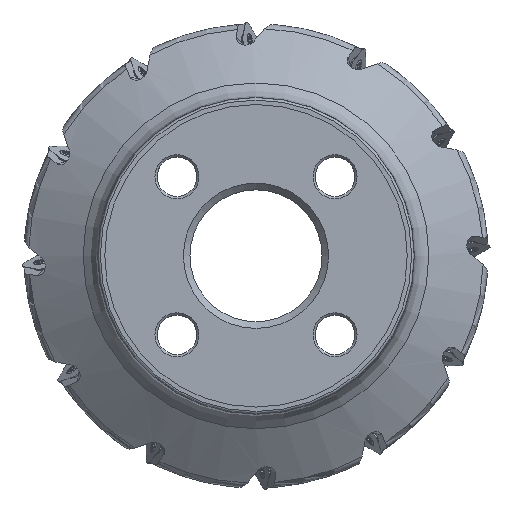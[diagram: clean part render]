
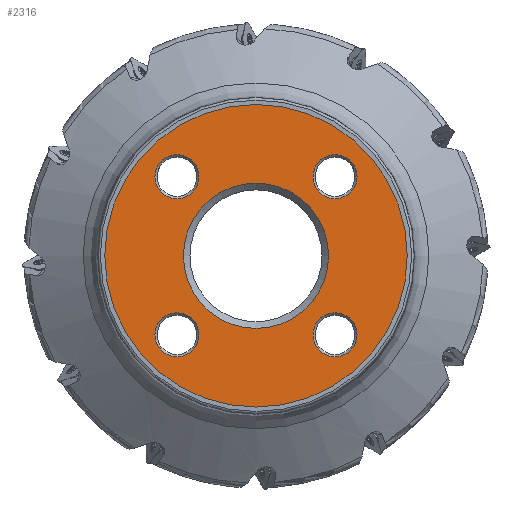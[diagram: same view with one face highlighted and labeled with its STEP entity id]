
A CAD part, top view. The second image highlights one B-rep face of the part: STEP entity #2316.
In plain terms, the highlighted planar face has unit normal (0, 0, 1).
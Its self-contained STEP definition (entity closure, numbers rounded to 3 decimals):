
#2316=ADVANCED_FACE('SU_1',(#4681,#4682,#4683,#4684,#4685,#4686),#3362,
 .F.);
#3362=PLANE('',#23924);
#4131=CIRCLE('',#23864,68.75);
#4136=CIRCLE('',#23872,10.);
#4143=CIRCLE('',#23888,10.);
#4149=CIRCLE('',#23900,10.);
#4155=CIRCLE('',#23912,10.);
#4158=CIRCLE('',#23917,33.008);
#4681=FACE_BOUND('',#5231,.T.);
#4682=FACE_BOUND('',#5232,.T.);
#4683=FACE_BOUND('',#5233,.T.);
#4684=FACE_BOUND('',#5234,.T.);
#4685=FACE_BOUND('',#5235,.T.);
#4686=FACE_BOUND('',#5236,.T.);
#5231=EDGE_LOOP('',(#10761));
#5232=EDGE_LOOP('',(#10762));
#5233=EDGE_LOOP('',(#10763));
#5234=EDGE_LOOP('',(#10764));
#5235=EDGE_LOOP('',(#10765));
#5236=EDGE_LOOP('',(#10766));
#10761=ORIENTED_EDGE('',*,*,#19538,.F.);
#10762=ORIENTED_EDGE('',*,*,#19532,.F.);
#10763=ORIENTED_EDGE('',*,*,#19520,.T.);
#10764=ORIENTED_EDGE('',*,*,#19547,.F.);
#10765=ORIENTED_EDGE('',*,*,#19544,.F.);
#10766=ORIENTED_EDGE('',*,*,#19525,.F.);
#16956=VERTEX_POINT('',#38954);
#16961=VERTEX_POINT('',#38967);
#16968=VERTEX_POINT('',#38990);
#16974=VERTEX_POINT('',#39008);
#16980=VERTEX_POINT('',#39026);
#16983=VERTEX_POINT('',#39034);
#19520=EDGE_CURVE('',#16956,#16956,#4131,.T.);
#19525=EDGE_CURVE('',#16961,#16961,#4136,.T.);
#19532=EDGE_CURVE('',#16968,#16968,#4143,.T.);
#19538=EDGE_CURVE('',#16974,#16974,#4149,.T.);
#19544=EDGE_CURVE('',#16980,#16980,#4155,.T.);
#19547=EDGE_CURVE('',#16983,#16983,#4158,.T.);
#23864=AXIS2_PLACEMENT_3D('',#38953,#27101,#27102);
#23872=AXIS2_PLACEMENT_3D('',#38966,#27117,#27118);
#23888=AXIS2_PLACEMENT_3D('',#38989,#27149,#27150);
#23900=AXIS2_PLACEMENT_3D('',#39007,#27173,#27174);
#23912=AXIS2_PLACEMENT_3D('',#39025,#27197,#27198);
#23917=AXIS2_PLACEMENT_3D('',#39033,#27207,#27208);
#23924=AXIS2_PLACEMENT_3D('',#39043,#27221,#27222);
#27101=DIRECTION('',(0.,0.,1.));
#27102=DIRECTION('',(1.,0.,0.));
#27117=DIRECTION('',(0.,0.,1.));
#27118=DIRECTION('',(-1.,0.,0.));
#27149=DIRECTION('',(0.,0.,1.));
#27150=DIRECTION('',(-1.,0.,0.));
#27173=DIRECTION('',(0.,0.,1.));
#27174=DIRECTION('',(-1.,0.,0.));
#27197=DIRECTION('',(0.,0.,1.));
#27198=DIRECTION('',(-1.,0.,0.));
#27207=DIRECTION('',(0.,0.,1.));
#27208=DIRECTION('',(1.,0.,0.));
#27221=DIRECTION('',(0.,0.,-1.));
#27222=DIRECTION('',(-1.,0.,0.));
#38953=CARTESIAN_POINT('',(0.,0.,0.));
#38954=CARTESIAN_POINT('',(68.75,0.,0.));
#38966=CARTESIAN_POINT('',(35.921,-35.921,0.));
#38967=CARTESIAN_POINT('',(25.921,-35.921,0.));
#38989=CARTESIAN_POINT('',(35.921,35.921,0.));
#38990=CARTESIAN_POINT('',(25.921,35.921,0.));
#39007=CARTESIAN_POINT('',(-35.921,35.921,0.));
#39008=CARTESIAN_POINT('',(-45.921,35.921,0.));
#39025=CARTESIAN_POINT('',(-35.921,-35.921,0.));
#39026=CARTESIAN_POINT('',(-45.921,-35.921,0.));
#39033=CARTESIAN_POINT('',(0.,0.,0.));
#39034=CARTESIAN_POINT('',(33.008,0.,0.));
#39043=CARTESIAN_POINT('',(-71.75,0.,0.));
